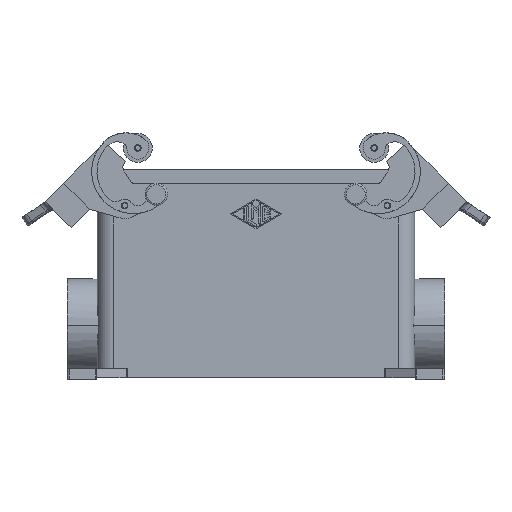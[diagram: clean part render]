
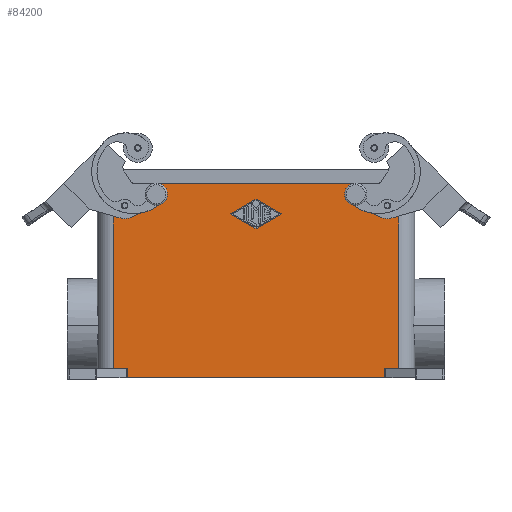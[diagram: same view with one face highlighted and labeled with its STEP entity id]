
A CAD part, front view. The second image highlights one B-rep face of the part: STEP entity #84200.
In plain terms, the highlighted planar face has unit normal (0, -1, 0).
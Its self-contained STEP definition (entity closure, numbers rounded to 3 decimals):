
#9850=CARTESIAN_POINT('',(-38.,-21.75,17.));
#9860=VERTEX_POINT('',#9850);
#9890=CARTESIAN_POINT('',(-38.,-21.75,19.5));
#9900=DIRECTION('',(0.,1.,0.));
#9910=DIRECTION('',(0.,0.,1.));
#9920=AXIS2_PLACEMENT_3D('',#9890,#9900,#9910);
#9930=CIRCLE('',#9920,2.5);
#9940=CARTESIAN_POINT('',(-38.,-21.75,22.));
#9950=VERTEX_POINT('',#9940);
#9960=EDGE_CURVE('',#9860,#9950,#9930,.T.);
#19750=CARTESIAN_POINT('',(38.,-21.75,17.));
#19760=VERTEX_POINT('',#19750);
#19790=CARTESIAN_POINT('',(38.,-21.75,19.5));
#19800=DIRECTION('',(0.,1.,0.));
#19810=DIRECTION('',(0.,0.,1.));
#19820=AXIS2_PLACEMENT_3D('',#19790,#19800,#19810);
#19830=CIRCLE('',#19820,2.5);
#19840=CARTESIAN_POINT('',(38.,-21.75,22.));
#19850=VERTEX_POINT('',#19840);
#19860=EDGE_CURVE('',#19760,#19850,#19830,.T.);
#75680=CARTESIAN_POINT('',(49.041,-21.75,-47.));
#75690=VERTEX_POINT('',#75680);
#75720=CARTESIAN_POINT('',(49.041,-21.75,-47.));
#75730=DIRECTION('',(1.,0.,0.));
#75740=VECTOR('',#75730,5.459);
#75750=LINE('',#75720,#75740);
#75760=CARTESIAN_POINT('',(54.5,-21.75,-47.));
#75770=VERTEX_POINT('',#75760);
#75780=EDGE_CURVE('',#75690,#75770,#75750,.T.);
#82890=CARTESIAN_POINT('',(49.041,-21.75,-50.5));
#82900=VERTEX_POINT('',#82890);
#82930=CARTESIAN_POINT('',(49.041,-21.75,-47.));
#82940=DIRECTION('',(0.,0.,-1.));
#82950=VECTOR('',#82940,3.5);
#82960=LINE('',#82930,#82950);
#82970=EDGE_CURVE('',#75690,#82900,#82960,.T.);
#83110=CARTESIAN_POINT('',(54.5,-21.75,1.5));
#83120=DIRECTION('',(0.,-1.,0.));
#83130=DIRECTION('',(0.,0.,-1.));
#83140=AXIS2_PLACEMENT_3D('',#83110,#83120,#83130);
#83150=PLANE('',#83140);
#83160=CARTESIAN_POINT('',(49.041,-21.75,-50.5));
#83170=DIRECTION('',(-1.,0.,0.));
#83180=VECTOR('',#83170,98.081);
#83190=LINE('',#83160,#83180);
#83200=CARTESIAN_POINT('',(-49.041,-21.75,-50.5));
#83210=VERTEX_POINT('',#83200);
#83220=EDGE_CURVE('',#82900,#83210,#83190,.T.);
#83230=ORIENTED_EDGE('',*,*,#83220,.F.);
#83240=CARTESIAN_POINT('',(-49.041,-21.75,-50.5));
#83250=DIRECTION('',(0.,0.,1.));
#83260=VECTOR('',#83250,3.5);
#83270=LINE('',#83240,#83260);
#83280=CARTESIAN_POINT('',(-49.041,-21.75,-47.));
#83290=VERTEX_POINT('',#83280);
#83300=EDGE_CURVE('',#83210,#83290,#83270,.T.);
#83310=ORIENTED_EDGE('',*,*,#83300,.F.);
#83320=CARTESIAN_POINT('',(-54.5,-21.75,-47.));
#83330=DIRECTION('',(1.,0.,0.));
#83340=VECTOR('',#83330,5.459);
#83350=LINE('',#83320,#83340);
#83360=CARTESIAN_POINT('',(-54.5,-21.75,-47.));
#83370=VERTEX_POINT('',#83360);
#83380=EDGE_CURVE('',#83370,#83290,#83350,.T.);
#83390=ORIENTED_EDGE('',*,*,#83380,.T.);
#83400=CARTESIAN_POINT('',(-54.5,-21.75,23.5));
#83410=DIRECTION('',(0.,0.,-1.));
#83420=VECTOR('',#83410,70.5);
#83430=LINE('',#83400,#83420);
#83440=CARTESIAN_POINT('',(-54.5,-21.75,23.5));
#83450=VERTEX_POINT('',#83440);
#83460=EDGE_CURVE('',#83450,#83370,#83430,.T.);
#83470=ORIENTED_EDGE('',*,*,#83460,.T.);
#83480=CARTESIAN_POINT('',(54.5,-21.75,23.5));
#83490=DIRECTION('',(-1.,0.,0.));
#83500=VECTOR('',#83490,109.);
#83510=LINE('',#83480,#83500);
#83520=CARTESIAN_POINT('',(54.5,-21.75,23.5));
#83530=VERTEX_POINT('',#83520);
#83540=EDGE_CURVE('',#83530,#83450,#83510,.T.);
#83550=ORIENTED_EDGE('',*,*,#83540,.T.);
#83560=CARTESIAN_POINT('',(54.5,-21.75,23.5));
#83570=DIRECTION('',(0.,0.,-1.));
#83580=VECTOR('',#83570,70.5);
#83590=LINE('',#83560,#83580);
#83600=EDGE_CURVE('',#83530,#75770,#83590,.T.);
#83610=ORIENTED_EDGE('',*,*,#83600,.F.);
#83620=ORIENTED_EDGE('',*,*,#75780,.T.);
#83630=ORIENTED_EDGE('',*,*,#82970,.F.);
#83640=EDGE_LOOP('',(#83630,#83620,#83610,#83550,#83470,#83390,#83310,
#83230));
#83650=FACE_OUTER_BOUND('',#83640,.T.);
#83660=CARTESIAN_POINT('',(9.75,-21.75,12.));
#83670=DIRECTION('',(-0.866,0.,-0.5));
#83680=VECTOR('',#83670,11.256);
#83690=LINE('',#83660,#83680);
#83700=CARTESIAN_POINT('',(9.75,-21.75,12.));
#83710=VERTEX_POINT('',#83700);
#83720=CARTESIAN_POINT('',(0.,-21.75,6.375));
#83730=VERTEX_POINT('',#83720);
#83740=EDGE_CURVE('',#83710,#83730,#83690,.T.);
#83750=ORIENTED_EDGE('',*,*,#83740,.T.);
#83760=CARTESIAN_POINT('',(0.,-21.75,17.625));
#83770=DIRECTION('',(0.866,0.,-0.5));
#83780=VECTOR('',#83770,11.256);
#83790=LINE('',#83760,#83780);
#83800=CARTESIAN_POINT('',(0.,-21.75,17.625));
#83810=VERTEX_POINT('',#83800);
#83820=EDGE_CURVE('',#83810,#83710,#83790,.T.);
#83830=ORIENTED_EDGE('',*,*,#83820,.T.);
#83840=CARTESIAN_POINT('',(-9.75,-21.75,12.));
#83850=DIRECTION('',(0.866,0.,0.5));
#83860=VECTOR('',#83850,11.256);
#83870=LINE('',#83840,#83860);
#83880=CARTESIAN_POINT('',(-9.75,-21.75,12.));
#83890=VERTEX_POINT('',#83880);
#83900=EDGE_CURVE('',#83890,#83810,#83870,.T.);
#83910=ORIENTED_EDGE('',*,*,#83900,.T.);
#83920=CARTESIAN_POINT('',(0.,-21.75,6.375));
#83930=DIRECTION('',(-0.866,0.,0.5));
#83940=VECTOR('',#83930,11.256);
#83950=LINE('',#83920,#83940);
#83960=EDGE_CURVE('',#83730,#83890,#83950,.T.);
#83970=ORIENTED_EDGE('',*,*,#83960,.T.);
#83980=EDGE_LOOP('',(#83970,#83910,#83830,#83750));
#83990=FACE_BOUND('',#83980,.T.);
#84000=CARTESIAN_POINT('',(38.,-21.75,19.5));
#84010=DIRECTION('',(0.,1.,0.));
#84020=DIRECTION('',(0.,0.,1.));
#84030=AXIS2_PLACEMENT_3D('',#84000,#84010,#84020);
#84040=CIRCLE('',#84030,2.5);
#84050=EDGE_CURVE('',#19850,#19760,#84040,.T.);
#84060=ORIENTED_EDGE('',*,*,#84050,.T.);
#84070=ORIENTED_EDGE('',*,*,#19860,.T.);
#84080=EDGE_LOOP('',(#84070,#84060));
#84090=FACE_BOUND('',#84080,.T.);
#84100=CARTESIAN_POINT('',(-38.,-21.75,19.5));
#84110=DIRECTION('',(0.,1.,0.));
#84120=DIRECTION('',(0.,0.,1.));
#84130=AXIS2_PLACEMENT_3D('',#84100,#84110,#84120);
#84140=CIRCLE('',#84130,2.5);
#84150=EDGE_CURVE('',#9950,#9860,#84140,.T.);
#84160=ORIENTED_EDGE('',*,*,#84150,.T.);
#84170=ORIENTED_EDGE('',*,*,#9960,.T.);
#84180=EDGE_LOOP('',(#84170,#84160));
#84190=FACE_BOUND('',#84180,.T.);
#84200=ADVANCED_FACE('',(#83650,#83990,#84090,#84190),#83150,.T.);
